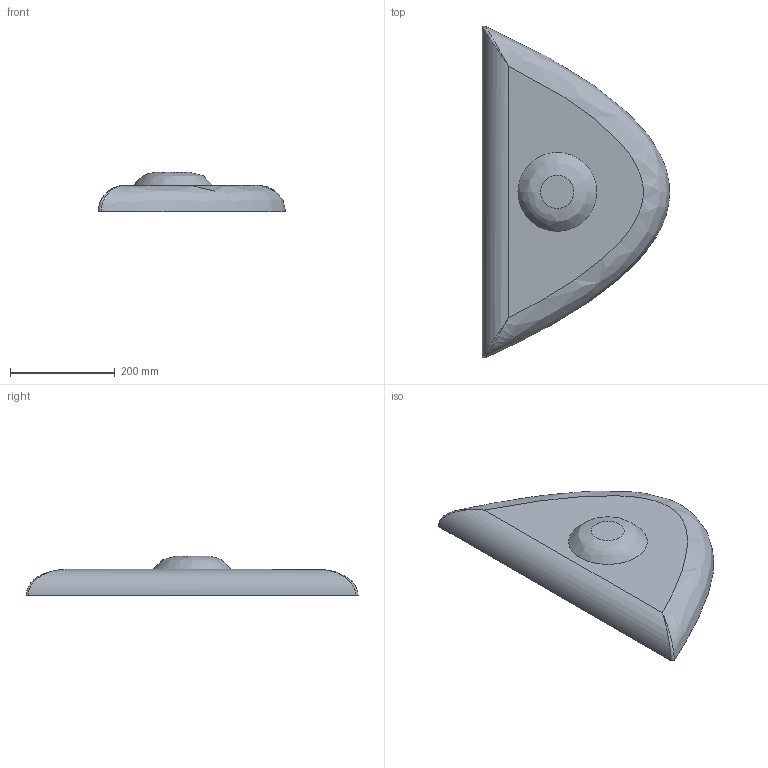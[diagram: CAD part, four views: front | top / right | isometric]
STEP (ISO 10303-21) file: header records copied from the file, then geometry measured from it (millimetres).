
FILE_DESCRIPTION(/* description */ (''),/* implementation_level */ '2;1');
FILE_NAME(/* name */ 'feet .step',/* time_stamp */ '2020-08-09T03:14:07+03:00',/* author */ (''),/* organization */ (''),/* preprocessor_version */ 'ST-DEVELOPER v18',/* originating_system */ 'Autodesk Translation Framework v8.12.0.6',/* authorisation */ '');
FILE_SCHEMA (('AUTOMOTIVE_DESIGN { 1 0 10303 214 3 1 1 }'));
Length unit declared in the file: millimetre
Products named in the file (1): Untitled
Bounding box: 356.83 x 632.62 x 75 mm (x, y, z)
Volume: 7069744 mm3; surface area: 352129.2 mm2
Topology: 1 solids, 1 shells, 8 faces, 16 edges, 9 vertices
Faces by surface type: bspline 4, plane 3, cylinder 1
Entity records: 817 total; most frequent: CARTESIAN_POINT 652, ORIENTED_EDGE 28, DIRECTION 20, EDGE_CURVE 14, EDGE_LOOP 9, VERTEX_POINT 9, AXIS2_PLACEMENT_3D 9, FACE_OUTER_BOUND 8
